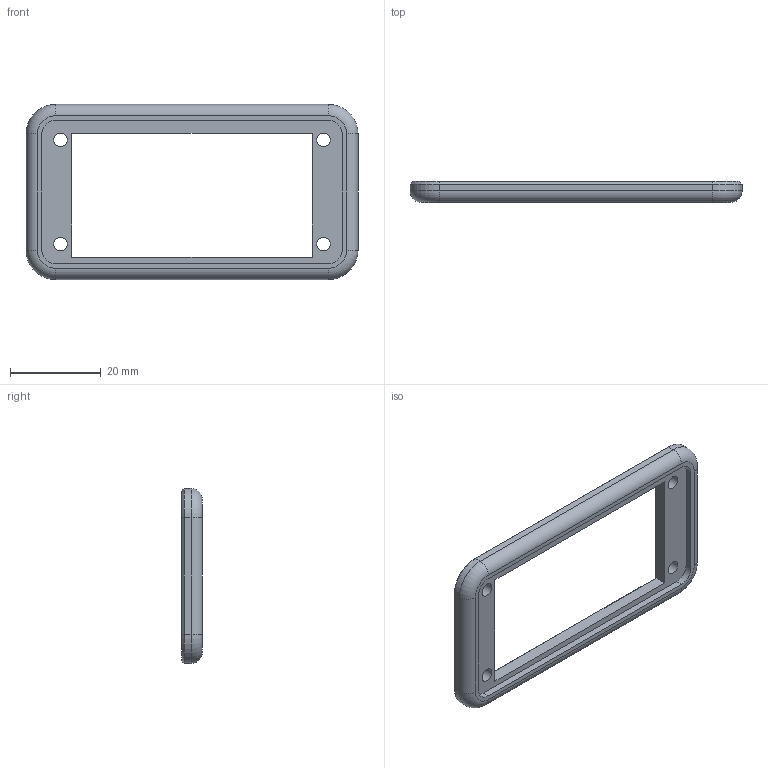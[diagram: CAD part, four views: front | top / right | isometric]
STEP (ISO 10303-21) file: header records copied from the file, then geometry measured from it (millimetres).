
FILE_DESCRIPTION(/* description */ (''),/* implementation_level */ '2;1');
FILE_NAME(/* name */ 'EnviroMount.step',/* time_stamp */ '2020-12-28T21:29:07+01:00',/* author */ (''),/* organization */ (''),/* preprocessor_version */ 'ST-DEVELOPER v18.1',/* originating_system */ 'Autodesk Translation Framework v9.7.1.1290',/* authorisation */ '');
FILE_SCHEMA (('AUTOMOTIVE_DESIGN { 1 0 10303 214 3 1 1 }'));
Length unit declared in the file: millimetre
Products named in the file (1): Enviro Hat Mini & Holder
Bounding box: 73.2 x 4.6 x 38.6 mm (x, y, z)
Volume: 4794 mm3; surface area: 4158 mm2
Topology: 1 solids, 1 shells, 50 faces, 119 edges, 72 vertices
Faces by surface type: plane 22, cylinder 16, cone 8, torus 4
Full cylindrical faces by diameter (mm): 3 x4
Entity records: 1473 total; most frequent: DIRECTION 265, CARTESIAN_POINT 242, ORIENTED_EDGE 238, EDGE_CURVE 119, AXIS2_PLACEMENT_3D 95, LINE 75, VECTOR 75, VERTEX_POINT 72
